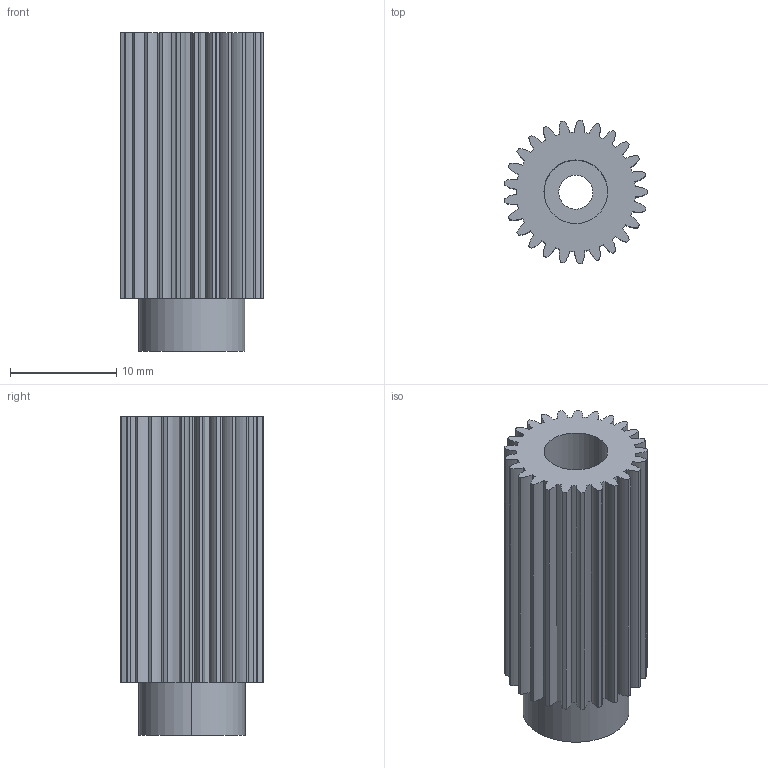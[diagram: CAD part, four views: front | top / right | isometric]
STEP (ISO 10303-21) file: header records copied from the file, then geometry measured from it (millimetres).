
FILE_DESCRIPTION (( 'STEP AP214' ), '1' );
FILE_NAME ('gear_25t_servo_j2_soarm_moce.STEP', '2026-02-21T18:05:19', ( '' ), ( '' ), 'SwSTEP 2.0', 'SolidWorks 2024', '' );
FILE_SCHEMA (( 'AUTOMOTIVE_DESIGN' ));
Length unit declared in the file: millimetre
Products named in the file (1): gear_25t_servo_j2_soarm_moce
Bounding box: 13.47 x 13.49 x 30 mm (x, y, z)
Volume: 2642.6 mm3; surface area: 2909.5 mm2
Topology: 1 solids, 1 shells, 118 faces, 339 edges, 226 vertices
Faces by surface type: cylinder 113, plane 5
Entity records: 4036 total; most frequent: DIRECTION 803, CARTESIAN_POINT 684, ORIENTED_EDGE 678, AXIS2_PLACEMENT_3D 345, EDGE_CURVE 339, CIRCLE 226, VERTEX_POINT 226, EDGE_LOOP 123
